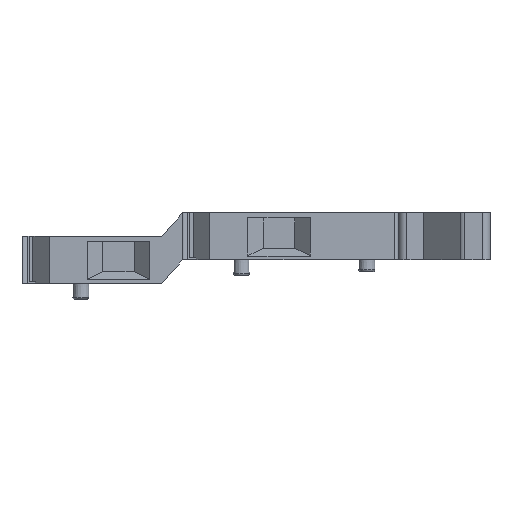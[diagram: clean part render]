
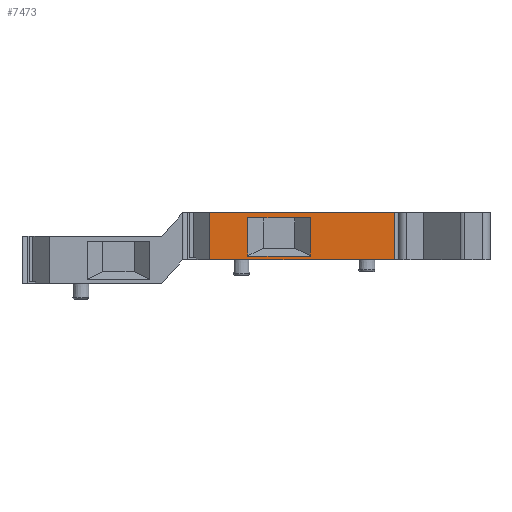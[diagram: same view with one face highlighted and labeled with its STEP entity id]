
A CAD part, left-side view. The second image highlights one B-rep face of the part: STEP entity #7473.
In plain terms, the highlighted planar face has unit normal (-1, 0, 0).
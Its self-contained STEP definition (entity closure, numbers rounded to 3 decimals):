
#316=LINE('',#10053,#848);
#317=LINE('',#10055,#849);
#319=LINE('',#10059,#851);
#321=LINE('',#10063,#853);
#412=LINE('',#10310,#944);
#428=LINE('',#10356,#960);
#429=LINE('',#10358,#961);
#430=LINE('',#10360,#962);
#848=VECTOR('',#8426,1000.);
#849=VECTOR('',#8429,1000.);
#851=VECTOR('',#8433,1000.);
#853=VECTOR('',#8437,1000.);
#944=VECTOR('',#8612,1000.);
#960=VECTOR('',#8662,1000.);
#961=VECTOR('',#8665,1000.);
#962=VECTOR('',#8666,1000.);
#1762=ORIENTED_EDGE('',*,*,#3078,.F.);
#1763=ORIENTED_EDGE('',*,*,#3076,.F.);
#1764=ORIENTED_EDGE('',*,*,#3074,.T.);
#1765=ORIENTED_EDGE('',*,*,#3073,.T.);
#1766=ORIENTED_EDGE('',*,*,#3201,.T.);
#1767=ORIENTED_EDGE('',*,*,#3223,.T.);
#1768=ORIENTED_EDGE('',*,*,#3224,.F.);
#1769=ORIENTED_EDGE('',*,*,#3225,.F.);
#3073=EDGE_CURVE('',#3847,#3848,#316,.T.);
#3074=EDGE_CURVE('',#3849,#3847,#317,.T.);
#3076=EDGE_CURVE('',#3849,#3850,#319,.T.);
#3078=EDGE_CURVE('',#3850,#3848,#321,.T.);
#3201=EDGE_CURVE('',#3965,#3964,#412,.T.);
#3223=EDGE_CURVE('',#3964,#3977,#428,.T.);
#3224=EDGE_CURVE('',#3978,#3977,#429,.T.);
#3225=EDGE_CURVE('',#3965,#3978,#430,.T.);
#3847=VERTEX_POINT('',#10050);
#3848=VERTEX_POINT('',#10052);
#3849=VERTEX_POINT('',#10056);
#3850=VERTEX_POINT('',#10060);
#3964=VERTEX_POINT('',#10309);
#3965=VERTEX_POINT('',#10311);
#3977=VERTEX_POINT('',#10355);
#3978=VERTEX_POINT('',#10359);
#4509=EDGE_LOOP('',(#1762,#1763,#1764,#1765));
#4510=EDGE_LOOP('',(#1766,#1767,#1768,#1769));
#4843=FACE_BOUND('',#4509,.T.);
#4844=FACE_BOUND('',#4510,.T.);
#5128=PLANE('',#7862);
#7473=ADVANCED_FACE('',(#4843,#4844),#5128,.F.);
#7862=AXIS2_PLACEMENT_3D('',#10357,#8663,#8664);
#8426=DIRECTION('',(0.,-1.,0.));
#8429=DIRECTION('',(0.,0.,1.));
#8433=DIRECTION('',(0.,-1.,0.));
#8437=DIRECTION('',(0.,0.,1.));
#8612=DIRECTION('',(0.,-1.,0.));
#8662=DIRECTION('',(0.,0.,1.));
#8663=DIRECTION('',(1.,0.,0.));
#8664=DIRECTION('',(0.,1.,0.));
#8665=DIRECTION('',(0.,-1.,0.));
#8666=DIRECTION('',(0.,0.,1.));
#10050=CARTESIAN_POINT('',(-27.,-28.801,8.35));
#10052=CARTESIAN_POINT('',(-27.,-36.801,8.35));
#10053=CARTESIAN_POINT('',(-27.,-28.801,8.35));
#10055=CARTESIAN_POINT('',(-27.,-28.801,4.5));
#10056=CARTESIAN_POINT('',(-27.,-28.801,3.5));
#10059=CARTESIAN_POINT('',(-27.,0.,3.5));
#10060=CARTESIAN_POINT('',(-27.,-36.801,3.5));
#10063=CARTESIAN_POINT('',(-27.,-36.801,4.5));
#10309=CARTESIAN_POINT('',(-27.,-47.5,3.));
#10310=CARTESIAN_POINT('',(-27.,0.,3.));
#10311=CARTESIAN_POINT('',(-27.,-23.951,3.));
#10355=CARTESIAN_POINT('',(-27.,-47.5,9.));
#10356=CARTESIAN_POINT('',(-27.,-47.5,9.));
#10357=CARTESIAN_POINT('',(-27.,0.,9.));
#10358=CARTESIAN_POINT('',(-27.,0.,9.));
#10359=CARTESIAN_POINT('',(-27.,-23.951,9.));
#10360=CARTESIAN_POINT('',(-27.,-23.951,-14.85));
